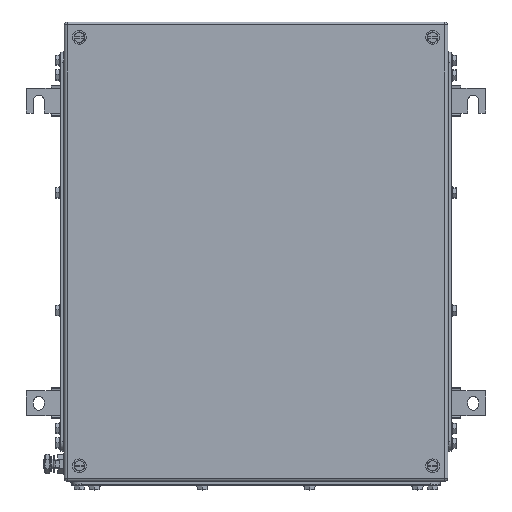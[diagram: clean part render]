
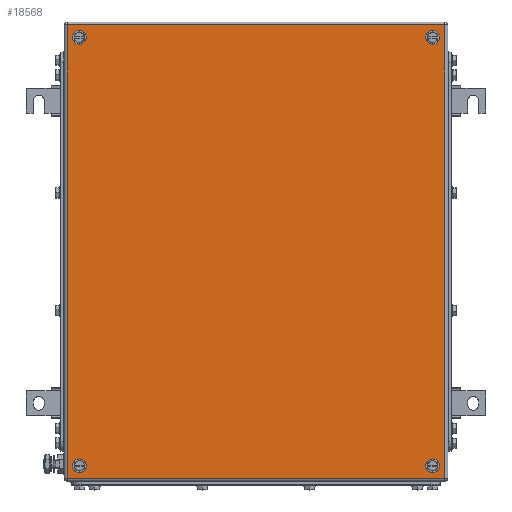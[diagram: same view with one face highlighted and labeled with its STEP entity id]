
A CAD part, top view. The second image highlights one B-rep face of the part: STEP entity #18568.
In plain terms, the highlighted planar face has unit normal (0, 0, 1).
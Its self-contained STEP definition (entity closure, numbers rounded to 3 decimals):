
#18442=AXIS2_PLACEMENT_3D('Circle Axis2P3D',#18440,#18441,$) ;
#18469=AXIS2_PLACEMENT_3D('Plane Axis2P3D',#18466,#18467,#18468) ;
#18507=AXIS2_PLACEMENT_3D('Circle Axis2P3D',#18505,#18506,$) ;
#18516=AXIS2_PLACEMENT_3D('Circle Axis2P3D',#18514,#18515,$) ;
#18525=AXIS2_PLACEMENT_3D('Circle Axis2P3D',#18523,#18524,$) ;
#18534=AXIS2_PLACEMENT_3D('Circle Axis2P3D',#18532,#18533,$) ;
#18543=AXIS2_PLACEMENT_3D('Circle Axis2P3D',#18541,#18542,$) ;
#18552=AXIS2_PLACEMENT_3D('Circle Axis2P3D',#18550,#18551,$) ;
#18561=AXIS2_PLACEMENT_3D('Circle Axis2P3D',#18559,#18560,$) ;
#18437=CARTESIAN_POINT('Vertex',(56.5,456.5,203.5)) ;
#18440=CARTESIAN_POINT('Axis2P3D Location',(53.,456.5,203.5)) ;
#18444=CARTESIAN_POINT('Vertex',(49.5,456.5,203.5)) ;
#18466=CARTESIAN_POINT('Axis2P3D Location',(231.5,240.,203.5)) ;
#18471=CARTESIAN_POINT('Line Origine',(231.5,468.5,203.5)) ;
#18475=CARTESIAN_POINT('Vertex',(422.,468.5,203.5)) ;
#18477=CARTESIAN_POINT('Vertex',(41.,468.5,203.5)) ;
#18480=CARTESIAN_POINT('Line Origine',(41.,240.,203.5)) ;
#18484=CARTESIAN_POINT('Vertex',(41.,11.5,203.5)) ;
#18487=CARTESIAN_POINT('Line Origine',(231.5,11.5,203.5)) ;
#18491=CARTESIAN_POINT('Vertex',(422.,11.5,203.5)) ;
#18494=CARTESIAN_POINT('Line Origine',(422.,240.,203.5)) ;
#18505=CARTESIAN_POINT('Axis2P3D Location',(53.,456.5,203.5)) ;
#18514=CARTESIAN_POINT('Axis2P3D Location',(53.,23.5,203.5)) ;
#18518=CARTESIAN_POINT('Vertex',(49.5,23.5,203.5)) ;
#18520=CARTESIAN_POINT('Vertex',(56.5,23.5,203.5)) ;
#18523=CARTESIAN_POINT('Axis2P3D Location',(53.,23.5,203.5)) ;
#18532=CARTESIAN_POINT('Axis2P3D Location',(410.,23.5,203.5)) ;
#18536=CARTESIAN_POINT('Vertex',(413.5,23.5,203.5)) ;
#18538=CARTESIAN_POINT('Vertex',(406.5,23.5,203.5)) ;
#18541=CARTESIAN_POINT('Axis2P3D Location',(410.,23.5,203.5)) ;
#18550=CARTESIAN_POINT('Axis2P3D Location',(410.,456.5,203.5)) ;
#18554=CARTESIAN_POINT('Vertex',(413.5,456.5,203.5)) ;
#18556=CARTESIAN_POINT('Vertex',(406.5,456.5,203.5)) ;
#18559=CARTESIAN_POINT('Axis2P3D Location',(410.,456.5,203.5)) ;
#18441=DIRECTION('Axis2P3D Direction',(0.,0.,1.)) ;
#18467=DIRECTION('Axis2P3D Direction',(0.,0.,1.)) ;
#18468=DIRECTION('Axis2P3D XDirection',(1.,0.,0.)) ;
#18472=DIRECTION('Vector Direction',(1.,0.,0.)) ;
#18481=DIRECTION('Vector Direction',(0.,-1.,0.)) ;
#18488=DIRECTION('Vector Direction',(1.,0.,0.)) ;
#18495=DIRECTION('Vector Direction',(0.,1.,0.)) ;
#18506=DIRECTION('Axis2P3D Direction',(0.,0.,1.)) ;
#18515=DIRECTION('Axis2P3D Direction',(0.,0.,1.)) ;
#18524=DIRECTION('Axis2P3D Direction',(0.,0.,1.)) ;
#18533=DIRECTION('Axis2P3D Direction',(0.,0.,1.)) ;
#18542=DIRECTION('Axis2P3D Direction',(0.,0.,1.)) ;
#18551=DIRECTION('Axis2P3D Direction',(0.,0.,1.)) ;
#18560=DIRECTION('Axis2P3D Direction',(0.,0.,1.)) ;
#18473=VECTOR('Line Direction',#18472,1.) ;
#18482=VECTOR('Line Direction',#18481,1.) ;
#18489=VECTOR('Line Direction',#18488,1.) ;
#18496=VECTOR('Line Direction',#18495,1.) ;
#18500=ORIENTED_EDGE('',*,*,#18479,.T.) ;
#18501=ORIENTED_EDGE('',*,*,#18486,.T.) ;
#18502=ORIENTED_EDGE('',*,*,#18493,.T.) ;
#18503=ORIENTED_EDGE('',*,*,#18498,.T.) ;
#18511=ORIENTED_EDGE('',*,*,#18509,.F.) ;
#18512=ORIENTED_EDGE('',*,*,#18446,.F.) ;
#18529=ORIENTED_EDGE('',*,*,#18522,.F.) ;
#18530=ORIENTED_EDGE('',*,*,#18527,.F.) ;
#18547=ORIENTED_EDGE('',*,*,#18540,.F.) ;
#18548=ORIENTED_EDGE('',*,*,#18545,.F.) ;
#18565=ORIENTED_EDGE('',*,*,#18558,.F.) ;
#18566=ORIENTED_EDGE('',*,*,#18563,.F.) ;
#18513=FACE_BOUND('',#18510,.T.) ;
#18531=FACE_BOUND('',#18528,.T.) ;
#18549=FACE_BOUND('',#18546,.T.) ;
#18567=FACE_BOUND('',#18564,.T.) ;
#18568=ADVANCED_FACE('ZUB_KTB_FS_453820_3GP_AllCATPart.2\\ZUB_DE_KTB_FS_480x480.1\\DE_KTB_MH_PART_MASTER.1\\Koerper.2',(#18504,#18513,#18531,#18549,#18567),#18470,.T.) ;
#18443=CIRCLE('generated circle',#18442,3.5) ;
#18508=CIRCLE('generated circle',#18507,3.5) ;
#18517=CIRCLE('generated circle',#18516,3.5) ;
#18526=CIRCLE('generated circle',#18525,3.5) ;
#18535=CIRCLE('generated circle',#18534,3.5) ;
#18544=CIRCLE('generated circle',#18543,3.5) ;
#18553=CIRCLE('generated circle',#18552,3.5) ;
#18562=CIRCLE('generated circle',#18561,3.5) ;
#18446=EDGE_CURVE('',#18438,#18445,#18443,.T.) ;
#18479=EDGE_CURVE('',#18476,#18478,#18474,.F.) ;
#18486=EDGE_CURVE('',#18478,#18485,#18483,.T.) ;
#18493=EDGE_CURVE('',#18485,#18492,#18490,.T.) ;
#18498=EDGE_CURVE('',#18492,#18476,#18497,.T.) ;
#18509=EDGE_CURVE('',#18445,#18438,#18508,.T.) ;
#18522=EDGE_CURVE('',#18519,#18521,#18517,.T.) ;
#18527=EDGE_CURVE('',#18521,#18519,#18526,.T.) ;
#18540=EDGE_CURVE('',#18537,#18539,#18535,.T.) ;
#18545=EDGE_CURVE('',#18539,#18537,#18544,.T.) ;
#18558=EDGE_CURVE('',#18555,#18557,#18553,.T.) ;
#18563=EDGE_CURVE('',#18557,#18555,#18562,.T.) ;
#18499=EDGE_LOOP('',(#18500,#18501,#18502,#18503)) ;
#18510=EDGE_LOOP('',(#18511,#18512)) ;
#18528=EDGE_LOOP('',(#18529,#18530)) ;
#18546=EDGE_LOOP('',(#18547,#18548)) ;
#18564=EDGE_LOOP('',(#18565,#18566)) ;
#18504=FACE_OUTER_BOUND('',#18499,.T.) ;
#18474=LINE('Line',#18471,#18473) ;
#18483=LINE('Line',#18480,#18482) ;
#18490=LINE('Line',#18487,#18489) ;
#18497=LINE('Line',#18494,#18496) ;
#18470=PLANE('',#18469) ;
#18438=VERTEX_POINT('',#18437) ;
#18445=VERTEX_POINT('',#18444) ;
#18476=VERTEX_POINT('',#18475) ;
#18478=VERTEX_POINT('',#18477) ;
#18485=VERTEX_POINT('',#18484) ;
#18492=VERTEX_POINT('',#18491) ;
#18519=VERTEX_POINT('',#18518) ;
#18521=VERTEX_POINT('',#18520) ;
#18537=VERTEX_POINT('',#18536) ;
#18539=VERTEX_POINT('',#18538) ;
#18555=VERTEX_POINT('',#18554) ;
#18557=VERTEX_POINT('',#18556) ;
